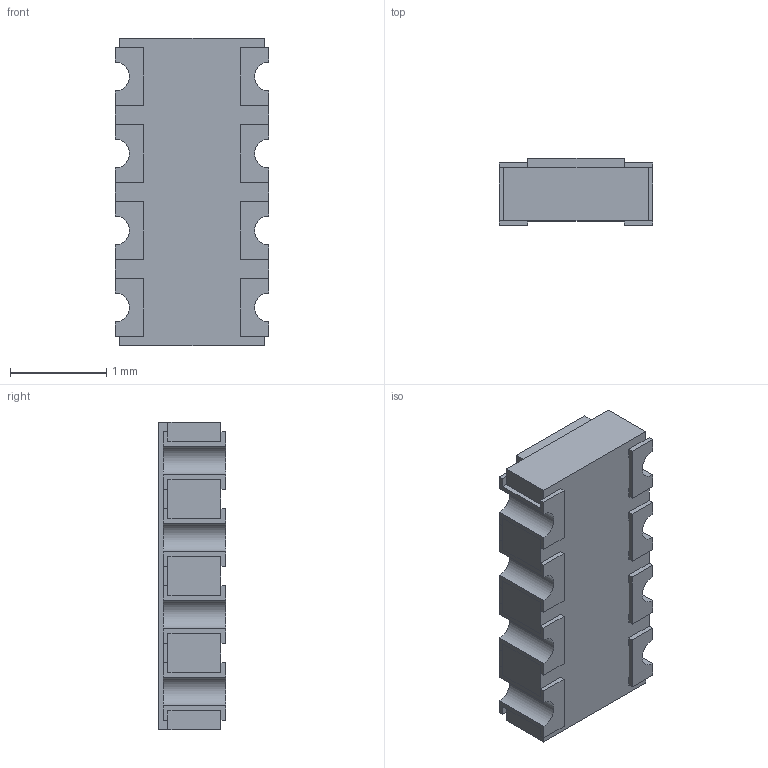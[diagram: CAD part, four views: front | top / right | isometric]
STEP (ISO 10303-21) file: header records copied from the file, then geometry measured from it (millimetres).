
FILE_DESCRIPTION (( 'STEP AP214' ), '1' );
FILE_NAME ('TC164-JR-071KL.STEP', '2022-04-25T20:42:37', ( '' ), ( '' ), 'SwSTEP 2.0', 'SolidWorks 2017', '' );
FILE_SCHEMA (( 'AUTOMOTIVE_DESIGN' ));
Length unit declared in the file: millimetre
Products named in the file (1): TC164-JR-071KL
Bounding box: 1.6 x 0.7 x 3.2 mm (x, y, z)
Volume: 3.1 mm3; surface area: 35.8 mm2
Topology: 10 solids, 10 shells, 196 faces, 528 edges, 352 vertices
Faces by surface type: plane 188, cylinder 8
Entity records: 6143 total; most frequent: CARTESIAN_POINT 1077, ORIENTED_EDGE 1056, DIRECTION 938, EDGE_CURVE 528, VECTOR 512, LINE 512, VERTEX_POINT 352, AXIS2_PLACEMENT_3D 213
